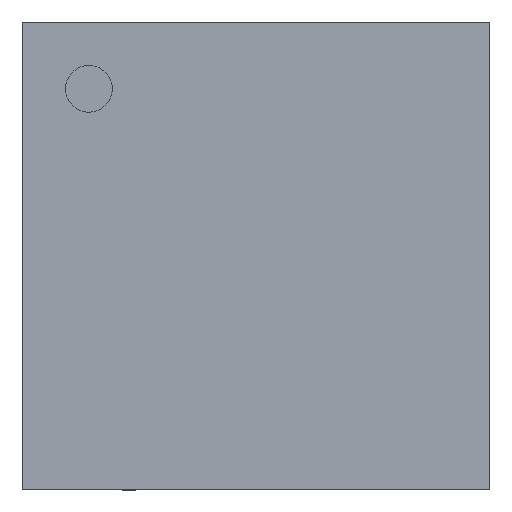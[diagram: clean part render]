
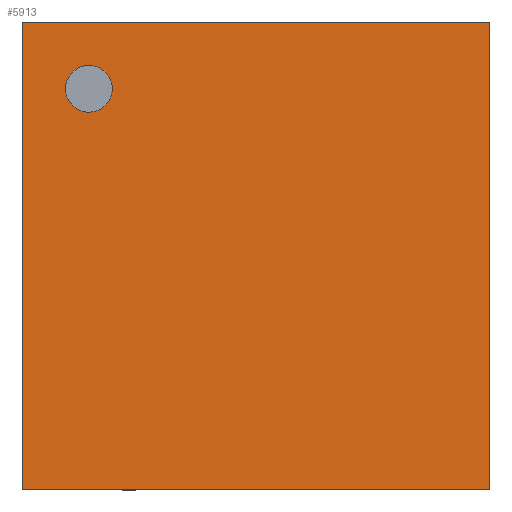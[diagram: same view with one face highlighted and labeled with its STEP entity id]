
A CAD part, top view. The second image highlights one B-rep face of the part: STEP entity #5913.
In plain terms, the highlighted planar face has unit normal (0, 0, 1).
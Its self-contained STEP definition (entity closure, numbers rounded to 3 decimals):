
#99 = DIRECTION ( 'NONE',  ( -1., 0., 0. ) ) ;
#122 = ORIENTED_EDGE ( 'NONE', *, *, #6578, .T. ) ;
#187 = ORIENTED_EDGE ( 'NONE', *, *, #5744, .T. ) ;
#335 = CARTESIAN_POINT ( 'NONE',  ( -1.75, 1.75, 0.875 ) ) ;
#605 = VERTEX_POINT ( 'NONE', #5844 ) ;
#689 = CARTESIAN_POINT ( 'NONE',  ( 0., 0., 0.875 ) ) ;
#872 = AXIS2_PLACEMENT_3D ( 'NONE', #8120, #4886, #8182 ) ;
#1307 = LINE ( 'NONE', #2834, #6387 ) ;
#1374 = ORIENTED_EDGE ( 'NONE', *, *, #6434, .F. ) ;
#1830 = VERTEX_POINT ( 'NONE', #4835 ) ;
#1848 = EDGE_LOOP ( 'NONE', ( #1374, #2849 ) ) ;
#2095 = DIRECTION ( 'NONE',  ( 0., -1., 0. ) ) ;
#2304 = CARTESIAN_POINT ( 'NONE',  ( -1.75, -1.75, 0.875 ) ) ;
#2360 = FACE_BOUND ( 'NONE', #1848, .T. ) ;
#2818 = CARTESIAN_POINT ( 'NONE',  ( -1.75, -1.75, 0.875 ) ) ;
#2834 = CARTESIAN_POINT ( 'NONE',  ( -1.75, -1.75, 0.875 ) ) ;
#2849 = ORIENTED_EDGE ( 'NONE', *, *, #5542, .F. ) ;
#3236 = CARTESIAN_POINT ( 'NONE',  ( -1.25, 1.25, 0.875 ) ) ;
#4444 = VERTEX_POINT ( 'NONE', #7918 ) ;
#4561 = VECTOR ( 'NONE', #2095, 1000. ) ;
#4626 = LINE ( 'NONE', #2304, #4561 ) ;
#4677 = VERTEX_POINT ( 'NONE', #6134 ) ;
#4835 = CARTESIAN_POINT ( 'NONE',  ( 1.75, -1.75, 0.875 ) ) ;
#4886 = DIRECTION ( 'NONE',  ( 0., 0., 1. ) ) ;
#4959 = DIRECTION ( 'NONE',  ( 0., 0., -1. ) ) ;
#5105 = AXIS2_PLACEMENT_3D ( 'NONE', #3236, #6537, #9827 ) ;
#5375 = DIRECTION ( 'NONE',  ( 1., 0., 0. ) ) ;
#5542 = EDGE_CURVE ( 'NONE', #4444, #8981, #9755, .T. ) ;
#5744 = EDGE_CURVE ( 'NONE', #4677, #8284, #4626, .T. ) ;
#5844 = CARTESIAN_POINT ( 'NONE',  ( 1.75, 1.75, 0.875 ) ) ;
#5856 = EDGE_CURVE ( 'NONE', #1830, #605, #7394, .T. ) ;
#5913 = ADVANCED_FACE ( 'NONE', ( #2360, #9927 ), #8134, .F. ) ;
#5977 = ORIENTED_EDGE ( 'NONE', *, *, #6973, .T. ) ;
#6134 = CARTESIAN_POINT ( 'NONE',  ( -1.75, 1.75, 0.875 ) ) ;
#6387 = VECTOR ( 'NONE', #5375, 1000. ) ;
#6408 = CARTESIAN_POINT ( 'NONE',  ( -1.075, 1.25, 0.875 ) ) ;
#6434 = EDGE_CURVE ( 'NONE', #8981, #4444, #8097, .T. ) ;
#6537 = DIRECTION ( 'NONE',  ( 0., 0., 1. ) ) ;
#6578 = EDGE_CURVE ( 'NONE', #8284, #1830, #1307, .T. ) ;
#6973 = EDGE_CURVE ( 'NONE', #605, #4677, #10422, .T. ) ;
#7324 = ORIENTED_EDGE ( 'NONE', *, *, #5856, .T. ) ;
#7394 = LINE ( 'NONE', #7498, #7499 ) ;
#7498 = CARTESIAN_POINT ( 'NONE',  ( 1.75, -1.75, 0.875 ) ) ;
#7499 = VECTOR ( 'NONE', #10558, 1000. ) ;
#7889 = DIRECTION ( 'NONE',  ( -1., 0., 0. ) ) ;
#7918 = CARTESIAN_POINT ( 'NONE',  ( -1.425, 1.25, 0.875 ) ) ;
#8097 = CIRCLE ( 'NONE', #872, 0.175 ) ;
#8120 = CARTESIAN_POINT ( 'NONE',  ( -1.25, 1.25, 0.875 ) ) ;
#8134 = PLANE ( 'NONE',  #10423 ) ;
#8182 = DIRECTION ( 'NONE',  ( 1., 0., 0. ) ) ;
#8284 = VERTEX_POINT ( 'NONE', #2818 ) ;
#8293 = VECTOR ( 'NONE', #7889, 1000. ) ;
#8297 = EDGE_LOOP ( 'NONE', ( #7324, #5977, #187, #122 ) ) ;
#8981 = VERTEX_POINT ( 'NONE', #6408 ) ;
#9755 = CIRCLE ( 'NONE', #5105, 0.175 ) ;
#9827 = DIRECTION ( 'NONE',  ( 1., 0., 0. ) ) ;
#9927 = FACE_OUTER_BOUND ( 'NONE', #8297, .T. ) ;
#10422 = LINE ( 'NONE', #335, #8293 ) ;
#10423 = AXIS2_PLACEMENT_3D ( 'NONE', #689, #4959, #99 ) ;
#10558 = DIRECTION ( 'NONE',  ( 0., 1., 0. ) ) ;
